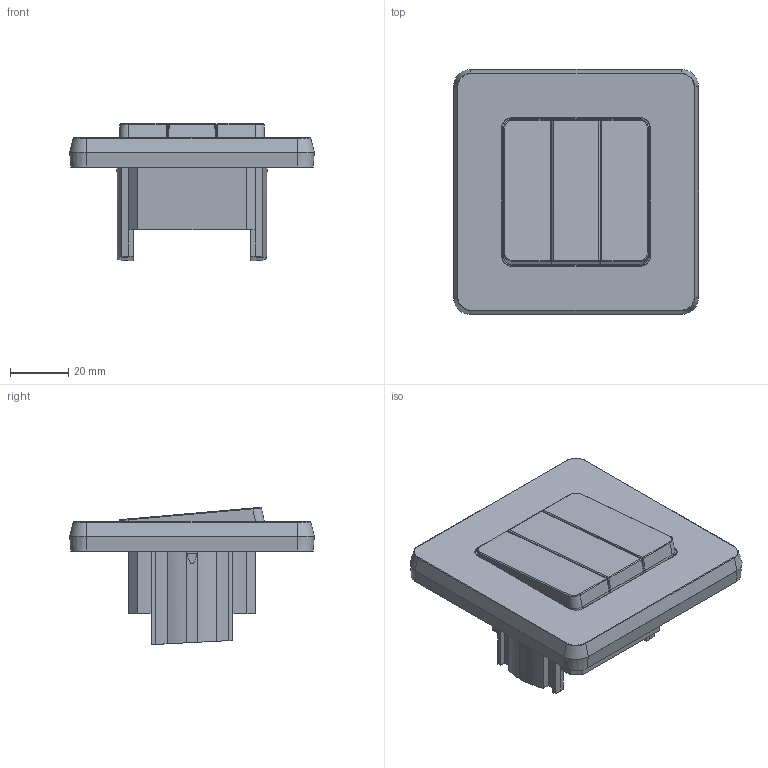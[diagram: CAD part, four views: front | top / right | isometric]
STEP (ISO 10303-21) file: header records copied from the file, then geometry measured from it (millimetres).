
FILE_DESCRIPTION (( 'STEP AP203' ), '1' );
FILE_NAME ('Âûêëþ÷àòåëü 3 êë.STEP', '2025-05-27T10:25:34', ( '' ), ( '' ), 'SwSTEP 2.0', 'SolidWorks 2022', '' );
FILE_SCHEMA (( 'CONFIG_CONTROL_DESIGN' ));
Length unit declared in the file: millimetre
Products named in the file (1): Выключатель 3 кл
Bounding box: 84 x 84 x 47.08 mm (x, y, z)
Volume: 120996.5 mm3; surface area: 23622 mm2
Topology: 1 solids, 1 shells, 158 faces, 386 edges, 229 vertices
Faces by surface type: plane 75, cylinder 43, bspline 18, cone 10, sphere 8, torus 4
Entity records: 6368 total; most frequent: CARTESIAN_POINT 3494, ORIENTED_EDGE 756, EDGE_CURVE 378, B_SPLINE_CURVE_WITH_KNOTS 371, DIRECTION 282, VERTEX_POINT 229, EDGE_LOOP 165, FACE_OUTER_BOUND 158
